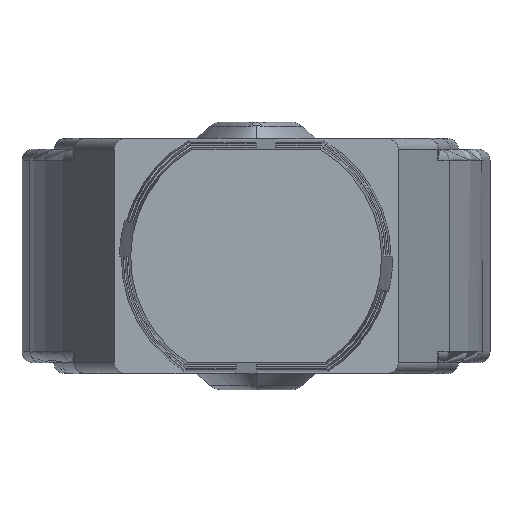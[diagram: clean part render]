
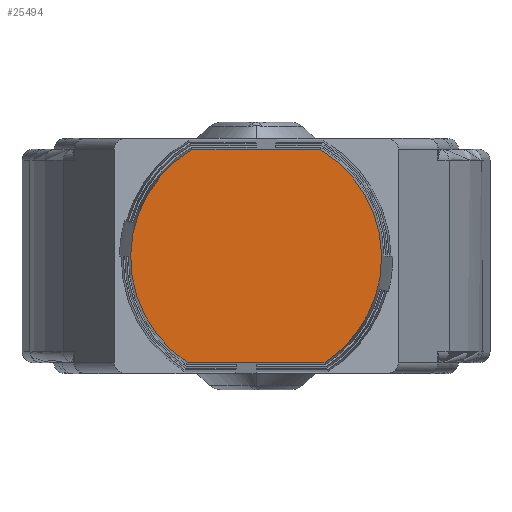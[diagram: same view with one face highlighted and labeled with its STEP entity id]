
A CAD part, front view. The second image highlights one B-rep face of the part: STEP entity #25494.
In plain terms, the highlighted planar face has unit normal (0, -1, 0).
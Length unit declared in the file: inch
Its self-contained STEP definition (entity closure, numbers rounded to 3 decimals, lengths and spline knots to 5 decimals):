
#380 = VECTOR ( 'NONE', #1646, 39.37008 ) ;
#823 = DIRECTION ( 'NONE',  ( 1., 0., 0. ) ) ;
#1646 = DIRECTION ( 'NONE',  ( -1., 0., 0. ) ) ;
#2167 = VERTEX_POINT ( 'NONE', #31348 ) ;
#2973 = AXIS2_PLACEMENT_3D ( 'NONE', #27271, #12901, #29603 ) ;
#5480 = EDGE_CURVE ( 'NONE', #22246, #16768, #24712, .T. ) ;
#6870 = EDGE_CURVE ( 'NONE', #2167, #21427, #7032, .T. ) ;
#7032 = LINE ( 'NONE', #7209, #380 ) ;
#7209 = CARTESIAN_POINT ( 'NONE',  ( -0.12297, -1.59, 0.40956 ) ) ;
#7586 = EDGE_CURVE ( 'NONE', #21427, #22246, #27469, .T. ) ;
#7606 = EDGE_LOOP ( 'NONE', ( #23981, #18280, #8370, #14885 ) ) ;
#8253 = DIRECTION ( 'NONE',  ( 0., -1., 0. ) ) ;
#8370 = ORIENTED_EDGE ( 'NONE', *, *, #26510, .T. ) ;
#8785 = CARTESIAN_POINT ( 'NONE',  ( 0., -1.59, 0.21233 ) ) ;
#10506 = CARTESIAN_POINT ( 'NONE',  ( 0., -1.59, 0.21233 ) ) ;
#12716 = AXIS2_PLACEMENT_3D ( 'NONE', #8785, #28068, #13724 ) ;
#12743 = FACE_OUTER_BOUND ( 'NONE', #7606, .T. ) ;
#12901 = DIRECTION ( 'NONE',  ( 0., -1., 0. ) ) ;
#13724 = DIRECTION ( 'NONE',  ( 0., 0., -1. ) ) ;
#14521 = CIRCLE ( 'NONE', #2973, 0.22956 ) ;
#14885 = ORIENTED_EDGE ( 'NONE', *, *, #6870, .T. ) ;
#16057 = PLANE ( 'NONE',  #12716 ) ;
#16768 = VERTEX_POINT ( 'NONE', #24554 ) ;
#17531 = DIRECTION ( 'NONE',  ( 0., 0., -1. ) ) ;
#18280 = ORIENTED_EDGE ( 'NONE', *, *, #5480, .T. ) ;
#18285 = VECTOR ( 'NONE', #823, 39.37008 ) ;
#21088 = CARTESIAN_POINT ( 'NONE',  ( -0.12599, -1.59, 0.02044 ) ) ;
#21427 = VERTEX_POINT ( 'NONE', #28439 ) ;
#22246 = VERTEX_POINT ( 'NONE', #21088 ) ;
#23981 = ORIENTED_EDGE ( 'NONE', *, *, #7586, .T. ) ;
#24554 = CARTESIAN_POINT ( 'NONE',  ( 0.12599, -1.59, 0.02044 ) ) ;
#24712 = LINE ( 'NONE', #29590, #18285 ) ;
#25494 = ADVANCED_FACE ( 'NONE', ( #12743 ), #16057, .T. ) ;
#26510 = EDGE_CURVE ( 'NONE', #16768, #2167, #14521, .T. ) ;
#27271 = CARTESIAN_POINT ( 'NONE',  ( 0., -1.59, 0.21233 ) ) ;
#27469 = CIRCLE ( 'NONE', #28805, 0.22956 ) ;
#28068 = DIRECTION ( 'NONE',  ( 0., -1., 0. ) ) ;
#28439 = CARTESIAN_POINT ( 'NONE',  ( -0.11747, -1.59, 0.40956 ) ) ;
#28805 = AXIS2_PLACEMENT_3D ( 'NONE', #10506, #8253, #17531 ) ;
#29590 = CARTESIAN_POINT ( 'NONE',  ( -0.13196, -1.59, 0.02044 ) ) ;
#29603 = DIRECTION ( 'NONE',  ( 0., 0., -1. ) ) ;
#31348 = CARTESIAN_POINT ( 'NONE',  ( 0.11747, -1.59, 0.40956 ) ) ;
